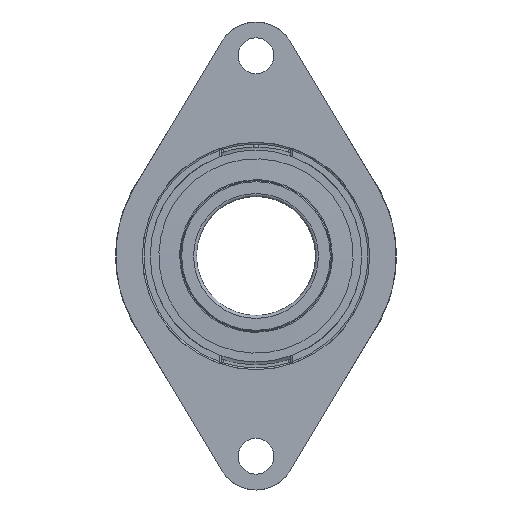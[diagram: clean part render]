
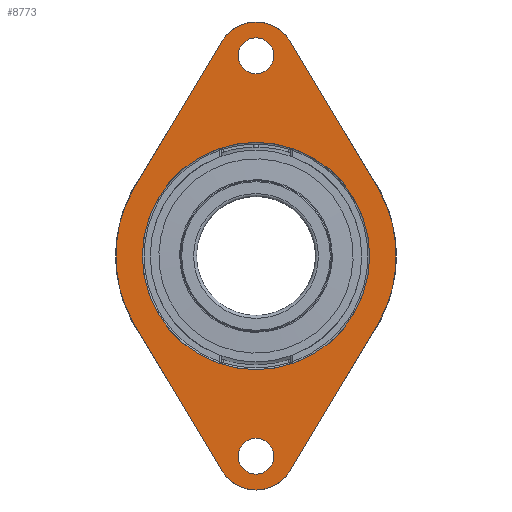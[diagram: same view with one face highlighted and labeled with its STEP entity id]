
A CAD part, left-side view. The second image highlights one B-rep face of the part: STEP entity #8773.
In plain terms, the highlighted face is planar.
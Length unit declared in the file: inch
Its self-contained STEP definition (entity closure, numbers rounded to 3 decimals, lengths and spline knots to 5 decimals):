
#5976=CARTESIAN_POINT('',(1.37571,-2.40492,-0.));
#5977=VERTEX_POINT('',#5976);
#5984=CARTESIAN_POINT('',(4.26289,-0.67549,-0.));
#5985=VERTEX_POINT('',#5984);
#5986=CARTESIAN_POINT('',(1.37571,-2.40492,-0.));
#5987=DIRECTION('',(0.858,0.514,-0.));
#5988=VECTOR('',#5987,1.32501);
#5989=LINE('',#5986,#5988);
#5990=EDGE_CURVE('',#5977,#5985,#5989,.T.);
#6127=CARTESIAN_POINT('',(-1.37571,2.40492,0.));
#6128=VERTEX_POINT('',#6127);
#6135=CARTESIAN_POINT('',(-4.26289,0.67549,0.));
#6136=VERTEX_POINT('',#6135);
#6137=CARTESIAN_POINT('',(-1.37571,2.40492,0.));
#6138=DIRECTION('',(-0.858,-0.514,0.));
#6139=VECTOR('',#6138,1.32501);
#6140=LINE('',#6137,#6139);
#6141=EDGE_CURVE('',#6128,#6136,#6140,.T.);
#6424=CARTESIAN_POINT('',(4.26289,0.67549,-0.));
#6425=VERTEX_POINT('',#6424);
#6426=CARTESIAN_POINT('',(3.85827,-0.,-0.));
#6427=DIRECTION('',(0.,-0.,1.));
#6428=DIRECTION('',(1.,-0.,-0.));
#6429=AXIS2_PLACEMENT_3D('',#6426,#6427,#6428);
#6430=CIRCLE('',#6429,0.7874);
#6431=EDGE_CURVE('',#5985,#6425,#6430,.T.);
#8513=CARTESIAN_POINT('',(-0.,-2.25659,-0.));
#8514=VERTEX_POINT('',#8513);
#8535=CARTESIAN_POINT('',(0.,2.25659,0.));
#8536=VERTEX_POINT('',#8535);
#8537=CARTESIAN_POINT('',(0.,0.,0.));
#8538=DIRECTION('',(0.,-0.,1.));
#8539=DIRECTION('',(0.,1.,0.));
#8540=AXIS2_PLACEMENT_3D('',#8537,#8538,#8539);
#8541=CIRCLE('',#8540,2.25659);
#8542=EDGE_CURVE('',#8536,#8514,#8541,.T.);
#8544=CARTESIAN_POINT('',(0.,0.,0.));
#8545=DIRECTION('',(0.,-0.,1.));
#8546=DIRECTION('',(0.,1.,0.));
#8547=AXIS2_PLACEMENT_3D('',#8544,#8545,#8546);
#8548=CIRCLE('',#8547,2.25659);
#8549=EDGE_CURVE('',#8514,#8536,#8548,.T.);
#8642=CARTESIAN_POINT('',(3.62205,0.,-0.));
#8643=VERTEX_POINT('',#8642);
#8652=CARTESIAN_POINT('',(3.97638,0.,-0.));
#8653=DIRECTION('',(0.,-0.,1.));
#8654=DIRECTION('',(1.,-0.,-0.));
#8655=AXIS2_PLACEMENT_3D('',#8652,#8653,#8654);
#8656=CIRCLE('',#8655,0.35433);
#8657=EDGE_CURVE('',#8643,#8643,#8656,.T.);
#8684=CARTESIAN_POINT('',(-4.33071,0.,0.));
#8685=VERTEX_POINT('',#8684);
#8692=CARTESIAN_POINT('',(-3.97638,0.,0.));
#8693=DIRECTION('',(0.,-0.,1.));
#8694=DIRECTION('',(1.,-0.,-0.));
#8695=AXIS2_PLACEMENT_3D('',#8692,#8693,#8694);
#8696=CIRCLE('',#8695,0.35433);
#8697=EDGE_CURVE('',#8685,#8685,#8696,.T.);
#8705=CARTESIAN_POINT('',(-0.,-0.,0.));
#8706=DIRECTION('',(0.,-0.,1.));
#8707=DIRECTION('',(1.,-0.,-0.));
#8708=AXIS2_PLACEMENT_3D('',#8705,#8706,#8707);
#8709=PLANE('',#8708);
#8710=ORIENTED_EDGE('',*,*,#8542,.T.);
#8711=ORIENTED_EDGE('',*,*,#8549,.T.);
#8712=EDGE_LOOP('',(#8710,#8711));
#8713=FACE_BOUND('',#8712,.T.);
#8714=ORIENTED_EDGE('',*,*,#6141,.F.);
#8715=CARTESIAN_POINT('',(1.37571,2.40492,-0.));
#8716=VERTEX_POINT('',#8715);
#8717=CARTESIAN_POINT('',(-0.,0.10827,0.));
#8718=DIRECTION('',(0.,-0.,1.));
#8719=DIRECTION('',(1.,-0.,-0.));
#8720=AXIS2_PLACEMENT_3D('',#8717,#8718,#8719);
#8721=CIRCLE('',#8720,2.67717);
#8722=EDGE_CURVE('',#8716,#6128,#8721,.T.);
#8723=ORIENTED_EDGE('',*,*,#8722,.F.);
#8724=CARTESIAN_POINT('',(4.26289,0.67549,-0.));
#8725=DIRECTION('',(-0.858,0.514,0.));
#8726=VECTOR('',#8725,1.32501);
#8727=LINE('',#8724,#8726);
#8728=EDGE_CURVE('',#6425,#8716,#8727,.T.);
#8729=ORIENTED_EDGE('',*,*,#8728,.F.);
#8730=ORIENTED_EDGE('',*,*,#6431,.F.);
#8731=ORIENTED_EDGE('',*,*,#5990,.F.);
#8732=CARTESIAN_POINT('',(-1.37571,-2.40492,0.));
#8733=VERTEX_POINT('',#8732);
#8734=CARTESIAN_POINT('',(-0.,-0.10827,-0.));
#8735=DIRECTION('',(0.,-0.,1.));
#8736=DIRECTION('',(1.,-0.,-0.));
#8737=AXIS2_PLACEMENT_3D('',#8734,#8735,#8736);
#8738=CIRCLE('',#8737,2.67717);
#8739=EDGE_CURVE('',#8733,#5977,#8738,.T.);
#8740=ORIENTED_EDGE('',*,*,#8739,.F.);
#8741=CARTESIAN_POINT('',(-4.26289,-0.67549,0.));
#8742=VERTEX_POINT('',#8741);
#8743=CARTESIAN_POINT('',(-4.26289,-0.67549,0.));
#8744=DIRECTION('',(0.858,-0.514,-0.));
#8745=VECTOR('',#8744,1.32501);
#8746=LINE('',#8743,#8745);
#8747=EDGE_CURVE('',#8742,#8733,#8746,.T.);
#8748=ORIENTED_EDGE('',*,*,#8747,.F.);
#8749=CARTESIAN_POINT('',(-4.64567,-0.,0.));
#8750=VERTEX_POINT('',#8749);
#8751=CARTESIAN_POINT('',(-3.85827,-0.,0.));
#8752=DIRECTION('',(0.,-0.,1.));
#8753=DIRECTION('',(1.,-0.,-0.));
#8754=AXIS2_PLACEMENT_3D('',#8751,#8752,#8753);
#8755=CIRCLE('',#8754,0.7874);
#8756=EDGE_CURVE('',#8750,#8742,#8755,.T.);
#8757=ORIENTED_EDGE('',*,*,#8756,.F.);
#8758=CARTESIAN_POINT('',(-3.85827,-0.,0.));
#8759=DIRECTION('',(0.,-0.,1.));
#8760=DIRECTION('',(1.,-0.,-0.));
#8761=AXIS2_PLACEMENT_3D('',#8758,#8759,#8760);
#8762=CIRCLE('',#8761,0.7874);
#8763=EDGE_CURVE('',#6136,#8750,#8762,.T.);
#8764=ORIENTED_EDGE('',*,*,#8763,.F.);
#8765=EDGE_LOOP('',(#8714,#8723,#8729,#8730,#8731,#8740,#8748,#8757,#8764));
#8766=FACE_BOUND('',#8765,.T.);
#8767=ORIENTED_EDGE('',*,*,#8697,.T.);
#8768=EDGE_LOOP('',(#8767));
#8769=FACE_BOUND('',#8768,.T.);
#8770=ORIENTED_EDGE('',*,*,#8657,.T.);
#8771=EDGE_LOOP('',(#8770));
#8772=FACE_BOUND('',#8771,.T.);
#8773=ADVANCED_FACE('',(#8713,#8766,#8769,#8772),#8709,.F.);
